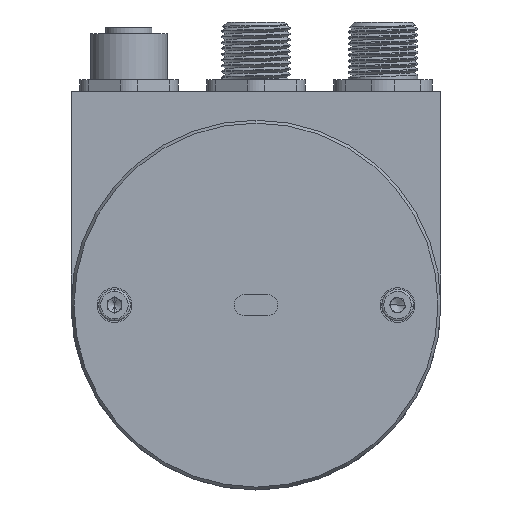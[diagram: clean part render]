
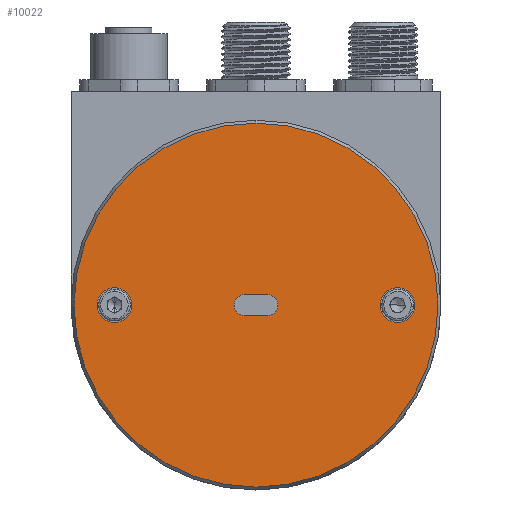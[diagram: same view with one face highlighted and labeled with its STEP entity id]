
A CAD part, front view. The second image highlights one B-rep face of the part: STEP entity #10022.
In plain terms, the highlighted planar face has unit normal (0, -1, 0).
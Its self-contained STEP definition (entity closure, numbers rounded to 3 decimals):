
#157 = CARTESIAN_POINT ( 'NONE',  ( -27.373, -6.742, -2.5 ) ) ;
#324 = CIRCLE ( 'NONE', #18372, 3. ) ;
#362 = EDGE_CURVE ( 'NONE', #5626, #12801, #12478, .T. ) ;
#674 = AXIS2_PLACEMENT_3D ( 'NONE', #12778, #17179, #19626 ) ;
#882 = DIRECTION ( 'NONE',  ( 0., -1., 0. ) ) ;
#1120 = EDGE_CURVE ( 'NONE', #28058, #28918, #24975, .T. ) ;
#1241 = ORIENTED_EDGE ( 'NONE', *, *, #17373, .T. ) ;
#2119 = VERTEX_POINT ( 'NONE', #28708 ) ;
#2173 = AXIS2_PLACEMENT_3D ( 'NONE', #13161, #13477, #28127 ) ;
#2711 = CARTESIAN_POINT ( 'NONE',  ( -27.373, -6.742, -2.5 ) ) ;
#2904 = DIRECTION ( 'NONE',  ( -1., 0., 0. ) ) ;
#2913 = DIRECTION ( 'NONE',  ( 0., 0., 1. ) ) ;
#3124 = EDGE_CURVE ( 'NONE', #6940, #23493, #324, .T. ) ;
#3218 = VERTEX_POINT ( 'NONE', #8623 ) ;
#3639 = EDGE_LOOP ( 'NONE', ( #20439, #19930 ) ) ;
#4124 = ORIENTED_EDGE ( 'NONE', *, *, #8874, .F. ) ;
#4161 = EDGE_LOOP ( 'NONE', ( #17996, #4553 ) ) ;
#4553 = ORIENTED_EDGE ( 'NONE', *, *, #23547, .F. ) ;
#5148 = FACE_OUTER_BOUND ( 'NONE', #3639, .T. ) ;
#5467 = FACE_BOUND ( 'NONE', #23087, .T. ) ;
#5626 = VERTEX_POINT ( 'NONE', #16723 ) ;
#6458 = AXIS2_PLACEMENT_3D ( 'NONE', #12674, #17715, #22436 ) ;
#6940 = VERTEX_POINT ( 'NONE', #19918 ) ;
#7107 = EDGE_CURVE ( 'NONE', #12801, #5626, #19763, .T. ) ;
#7124 = CIRCLE ( 'NONE', #10212, 3. ) ;
#7157 = CARTESIAN_POINT ( 'NONE',  ( -29.373, -6.742, -4.3 ) ) ;
#7670 = CARTESIAN_POINT ( 'NONE',  ( -51.873, -6.742, 0.5 ) ) ;
#7701 = EDGE_CURVE ( 'NONE', #2119, #3218, #13018, .T. ) ;
#8623 = CARTESIAN_POINT ( 'NONE',  ( -25.373, -6.742, -4.3 ) ) ;
#8874 = EDGE_CURVE ( 'NONE', #23493, #6940, #24081, .T. ) ;
#9837 = PLANE ( 'NONE',  #14790 ) ;
#10022 = ADVANCED_FACE ( 'NONE', ( #27673, #25082, #5467, #5148 ), #9837, .F. ) ;
#10036 = CARTESIAN_POINT ( 'NONE',  ( -27.373, -6.742, 29. ) ) ;
#10212 = AXIS2_PLACEMENT_3D ( 'NONE', #20456, #882, #10697 ) ;
#10697 = DIRECTION ( 'NONE',  ( 0., 0., -1. ) ) ;
#12062 = DIRECTION ( 'NONE',  ( 0., 0., 1. ) ) ;
#12478 = CIRCLE ( 'NONE', #2173, 31.5 ) ;
#12486 = AXIS2_PLACEMENT_3D ( 'NONE', #2711, #17110, #27507 ) ;
#12674 = CARTESIAN_POINT ( 'NONE',  ( -2.873, -6.742, -2.5 ) ) ;
#12778 = CARTESIAN_POINT ( 'NONE',  ( -29.373, -6.742, -2.5 ) ) ;
#12801 = VERTEX_POINT ( 'NONE', #10036 ) ;
#13018 = CIRCLE ( 'NONE', #26023, 1.8 ) ;
#13161 = CARTESIAN_POINT ( 'NONE',  ( -27.373, -6.742, -2.5 ) ) ;
#13428 = EDGE_LOOP ( 'NONE', ( #24552, #15358, #1241, #29797 ) ) ;
#13477 = DIRECTION ( 'NONE',  ( 0., -1., 0. ) ) ;
#14558 = DIRECTION ( 'NONE',  ( 0., 0., -1. ) ) ;
#14790 = AXIS2_PLACEMENT_3D ( 'NONE', #157, #29615, #24932 ) ;
#15187 = CARTESIAN_POINT ( 'NONE',  ( -2.873, -6.742, -2.5 ) ) ;
#15358 = ORIENTED_EDGE ( 'NONE', *, *, #1120, .T. ) ;
#16662 = VERTEX_POINT ( 'NONE', #7670 ) ;
#16715 = CIRCLE ( 'NONE', #30159, 3. ) ;
#16723 = CARTESIAN_POINT ( 'NONE',  ( -27.373, -6.742, -34. ) ) ;
#17110 = DIRECTION ( 'NONE',  ( 0., -1., 0. ) ) ;
#17179 = DIRECTION ( 'NONE',  ( 0., 1., 0. ) ) ;
#17373 = EDGE_CURVE ( 'NONE', #28918, #2119, #20341, .T. ) ;
#17715 = DIRECTION ( 'NONE',  ( 0., -1., 0. ) ) ;
#17971 = ORIENTED_EDGE ( 'NONE', *, *, #3124, .F. ) ;
#17996 = ORIENTED_EDGE ( 'NONE', *, *, #30634, .F. ) ;
#18372 = AXIS2_PLACEMENT_3D ( 'NONE', #15187, #25122, #2913 ) ;
#18647 = EDGE_CURVE ( 'NONE', #3218, #28058, #28181, .T. ) ;
#19546 = CARTESIAN_POINT ( 'NONE',  ( -25.373, -6.742, -2.5 ) ) ;
#19626 = DIRECTION ( 'NONE',  ( 0., 0., 1. ) ) ;
#19763 = CIRCLE ( 'NONE', #12486, 31.5 ) ;
#19918 = CARTESIAN_POINT ( 'NONE',  ( -2.873, -6.742, 0.5 ) ) ;
#19930 = ORIENTED_EDGE ( 'NONE', *, *, #362, .T. ) ;
#20341 = LINE ( 'NONE', #25529, #29777 ) ;
#20439 = ORIENTED_EDGE ( 'NONE', *, *, #7107, .T. ) ;
#20456 = CARTESIAN_POINT ( 'NONE',  ( -51.873, -6.742, -2.5 ) ) ;
#22364 = VECTOR ( 'NONE', #2904, 1000. ) ;
#22436 = DIRECTION ( 'NONE',  ( 0., 0., 1. ) ) ;
#23051 = CARTESIAN_POINT ( 'NONE',  ( -2.873, -6.742, -5.5 ) ) ;
#23087 = EDGE_LOOP ( 'NONE', ( #4124, #17971 ) ) ;
#23493 = VERTEX_POINT ( 'NONE', #23051 ) ;
#23503 = CARTESIAN_POINT ( 'NONE',  ( -51.873, -6.742, -5.5 ) ) ;
#23547 = EDGE_CURVE ( 'NONE', #16662, #31918, #16715, .T. ) ;
#24081 = CIRCLE ( 'NONE', #6458, 3. ) ;
#24552 = ORIENTED_EDGE ( 'NONE', *, *, #18647, .T. ) ;
#24932 = DIRECTION ( 'NONE',  ( 1., 0., 0. ) ) ;
#24975 = CIRCLE ( 'NONE', #674, 1.8 ) ;
#25082 = FACE_BOUND ( 'NONE', #4161, .T. ) ;
#25110 = CARTESIAN_POINT ( 'NONE',  ( -27.373, -6.742, -4.3 ) ) ;
#25122 = DIRECTION ( 'NONE',  ( 0., -1., 0. ) ) ;
#25529 = CARTESIAN_POINT ( 'NONE',  ( -27.373, -6.742, -0.7 ) ) ;
#26023 = AXIS2_PLACEMENT_3D ( 'NONE', #19546, #26710, #12062 ) ;
#26456 = CARTESIAN_POINT ( 'NONE',  ( -51.873, -6.742, -2.5 ) ) ;
#26710 = DIRECTION ( 'NONE',  ( 0., 1., 0. ) ) ;
#27507 = DIRECTION ( 'NONE',  ( 0., 0., 1. ) ) ;
#27673 = FACE_BOUND ( 'NONE', #13428, .T. ) ;
#28058 = VERTEX_POINT ( 'NONE', #7157 ) ;
#28127 = DIRECTION ( 'NONE',  ( 0., 0., 1. ) ) ;
#28181 = LINE ( 'NONE', #25110, #22364 ) ;
#28708 = CARTESIAN_POINT ( 'NONE',  ( -25.373, -6.742, -0.7 ) ) ;
#28918 = VERTEX_POINT ( 'NONE', #30410 ) ;
#29615 = DIRECTION ( 'NONE',  ( 0., 1., 0. ) ) ;
#29777 = VECTOR ( 'NONE', #30074, 1000. ) ;
#29797 = ORIENTED_EDGE ( 'NONE', *, *, #7701, .T. ) ;
#30074 = DIRECTION ( 'NONE',  ( 1., 0., 0. ) ) ;
#30159 = AXIS2_PLACEMENT_3D ( 'NONE', #26456, #31159, #14558 ) ;
#30410 = CARTESIAN_POINT ( 'NONE',  ( -29.373, -6.742, -0.7 ) ) ;
#30634 = EDGE_CURVE ( 'NONE', #31918, #16662, #7124, .T. ) ;
#31159 = DIRECTION ( 'NONE',  ( 0., -1., 0. ) ) ;
#31918 = VERTEX_POINT ( 'NONE', #23503 ) ;
